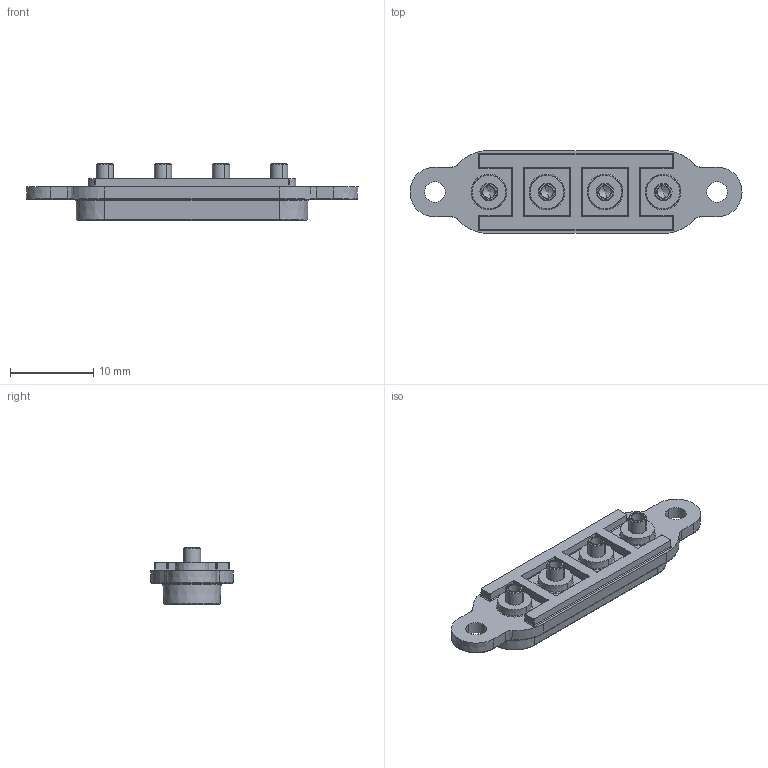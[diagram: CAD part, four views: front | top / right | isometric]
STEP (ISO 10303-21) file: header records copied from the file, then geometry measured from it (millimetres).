
FILE_DESCRIPTION (( 'STEP AP214' ), '1' );
FILE_NAME ('UEBK-30255.STEP', '2020-08-17T10:05:28', ( '' ), ( '' ), 'SwSTEP 2.0', 'SolidWorks 2020', '' );
FILE_SCHEMA (( 'AUTOMOTIVE_DESIGN' ));
Length unit declared in the file: millimetre
Products named in the file (3): UEBK-30255; UEBK-30255-Gehäuse; UEBK-30255-Pin
Assembly tree (5 placements, depth 2):
  UEBK-30255
    UEBK-30255-Gehäuse
    UEBK-30255-Pin  x4
Bounding box: 40 x 10 x 6.76 mm (x, y, z)
Volume: 1090.2 mm3; surface area: 1560.7 mm2
Topology: 5 solids, 5 shells, 294 faces, 636 edges, 368 vertices
Faces by surface type: cylinder 94, cone 88, plane 58, bspline 54
Entity records: 7052 total; most frequent: CARTESIAN_POINT 2283, ORIENTED_EDGE 980, DIRECTION 970, EDGE_CURVE 490, AXIS2_PLACEMENT_3D 382, VERTEX_POINT 287, EDGE_LOOP 249, ADVANCED_FACE 222
